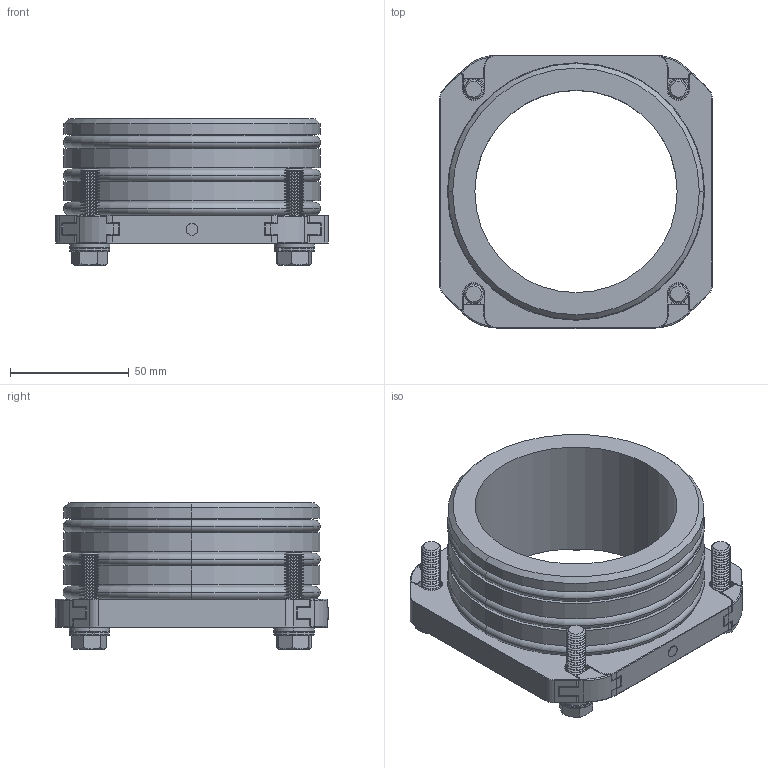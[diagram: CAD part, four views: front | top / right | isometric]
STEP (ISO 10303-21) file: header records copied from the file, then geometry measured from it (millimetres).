
FILE_DESCRIPTION (( 'STEP AP214' ), '1' );
FILE_NAME ('AR.201.110.003.STEP', '2016-04-13T14:23:14', ( '' ), ( '' ), 'SwSTEP 2.0', 'SolidWorks 2016', '' );
FILE_SCHEMA (( 'AUTOMOTIVE_DESIGN' ));
Length unit declared in the file: millimetre
Products named in the file (8): hex screw gradec_iso_ISO 4018 - M8 x 35-NS; GUARNIZIONI OR_OR 6387; AR.000.000.002; RONDELLE UNI 6592_8.4x17 UNI 6592; spring lock washer 2_din_DIN 6905-11-FSt; AR.000.000.001; AR.201.110.003-L_Default<A macchina>; AR.201.110.003
Assembly tree (24 placements, depth 2):
  AR.201.110.003
    AR.201.110.003-L_Default<A macchina>
    AR.000.000.002  x4
    AR.000.000.001  x4
    GUARNIZIONI OR_OR 6387  x3
    spring lock washer 2_din_DIN 6905-11-FSt  x4
    hex screw gradec_iso_ISO 4018 - M8 x 35-NS  x4
    RONDELLE UNI 6592_8.4x17 UNI 6592  x4
Bounding box: 115 x 115.3 x 61.58 mm (x, y, z)
Volume: 224953.5 mm3; surface area: 88644.9 mm2
Topology: 25 solids, 25 shells, 3105 faces, 7867 edges, 4952 vertices
Faces by surface type: plane 1060, cylinder 693, bspline 618, cone 466, torus 212, sphere 56
Entity records: 96063 total; most frequent: CARTESIAN_POINT 49555, ORIENTED_EDGE 10450, DIRECTION 7801, EDGE_CURVE 5225, VERTEX_POINT 3372, LINE 3141, VECTOR 3141, AXIS2_PLACEMENT_3D 2330
